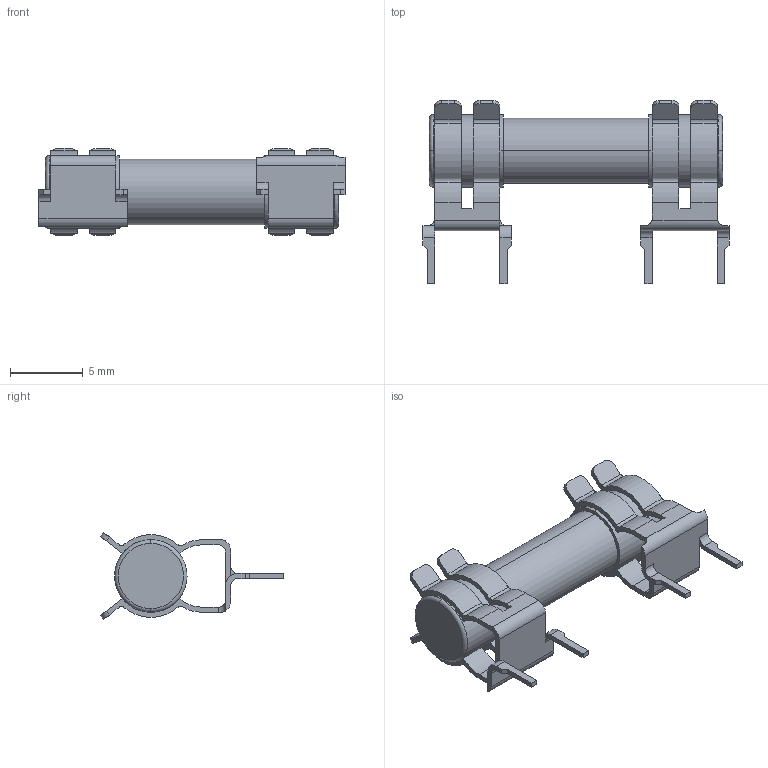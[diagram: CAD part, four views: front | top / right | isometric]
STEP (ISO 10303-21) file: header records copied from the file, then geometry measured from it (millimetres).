
FILE_DESCRIPTION((''),'2;1');
FILE_NAME('FUSE-4SKT_P5_L21_W7_H8-2','2019-01-19T',('Dragos'),(''),'PRO/ENGINEER BY PARAMETRIC TECHNOLOGY CORPORATION, 2004440','PRO/ENGINEER BY PARAMETRIC TECHNOLOGY CORPORATION, 2004440','');
FILE_SCHEMA(('AUTOMOTIVE_DESIGN { 1 0 10303 214 1 1 1 1 }'));
Length unit declared in the file: millimetre
Products named in the file (1): FUSE-4SKT_P5_L21_W7_H8-2
Bounding box: 21.1 x 12.62 x 6 mm (x, y, z)
Volume: 429.8 mm3; surface area: 683.1 mm2
Topology: 1 solids, 1 shells, 174 faces, 529 edges, 350 vertices
Faces by surface type: plane 88, cylinder 82, torus 4
Entity records: 7728 total; most frequent: CARTESIAN_POINT 1119, DIRECTION 1063, ORIENTED_EDGE 1052, PRESENTATION_STYLE_ASSIGNMENT 533, STYLED_ITEM 531, CURVE_STYLE 530, EDGE_CURVE 526, AXIS2_PLACEMENT_3D 367
